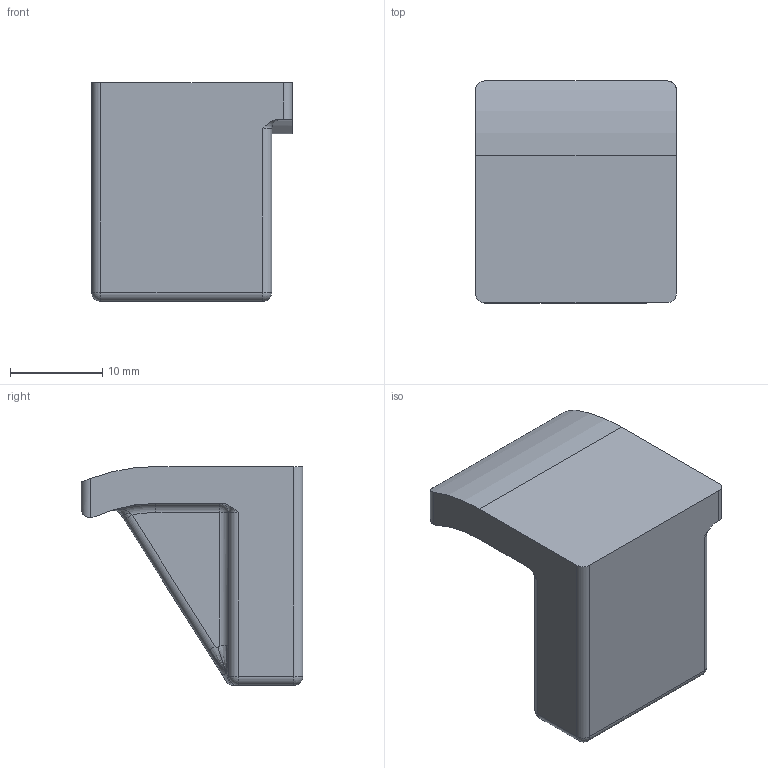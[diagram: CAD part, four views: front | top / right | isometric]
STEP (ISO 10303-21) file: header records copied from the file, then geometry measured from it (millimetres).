
FILE_DESCRIPTION(/* description */ ('','CAx-IF Rec.Pracs.---Representation and Presentation of Product Manufacturing Information (PMI)---4.0---2014-10-13'),/* implementation_level */ '2;1');
FILE_NAME(/* name */ 'button.step',/* time_stamp */ '2024-12-01T18:12:32-05:00',/* author */ (''),/* organization */ (''),/* preprocessor_version */ 'ST-DEVELOPER v20',/* originating_system */ 'Autodesk Translation Framework v13.20.0.188',/* authorisation */ '');
FILE_SCHEMA (('AP242_MANAGED_MODEL_BASED_3D_ENGINEERING_MIM_LF { 1 0 10303 442 1 1 4 }'));
Length unit declared in the file: millimetre
Products named in the file (2): WordStorm Case; button
Assembly tree (1 placements, depth 2):
  WordStorm Case
    button
Bounding box: 21.75 x 24 x 23.7 mm (x, y, z)
Volume: 5729.2 mm3; surface area: 2777.3 mm2
Topology: 1 solids, 1 shells, 76 faces, 182 edges, 108 vertices
Faces by surface type: cylinder 29, bspline 19, plane 19, sphere 5, torus 4
Entity records: 4661 total; most frequent: CARTESIAN_POINT 2844, ORIENTED_EDGE 362, DIRECTION 336, EDGE_CURVE 181, AXIS2_PLACEMENT_3D 131, VERTEX_POINT 108, EDGE_LOOP 77, FACE_OUTER_BOUND 76
